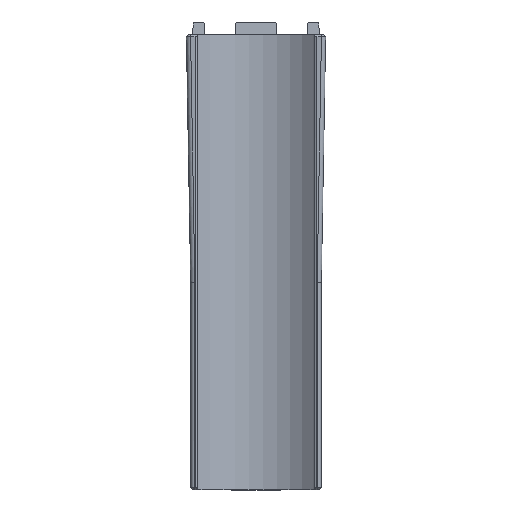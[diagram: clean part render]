
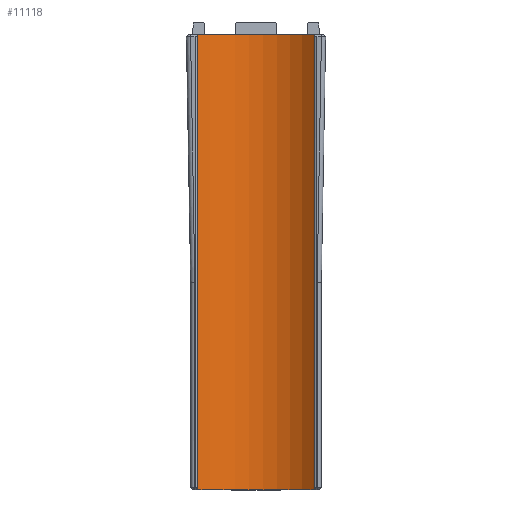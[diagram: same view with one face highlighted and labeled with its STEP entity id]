
A CAD part, top view. The second image highlights one B-rep face of the part: STEP entity #11118.
In plain terms, the highlighted cylindrical face has radius 20 mm (diameter 40 mm), a partial arc.
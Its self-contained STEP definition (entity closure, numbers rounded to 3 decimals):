
#67 = CARTESIAN_POINT ( 'NONE',  ( 13.675, 380.551, -7.594 ) ) ;
#490 = CARTESIAN_POINT ( 'NONE',  ( -13.675, 380.551, -7.594 ) ) ;
#591 = EDGE_CURVE ( 'NONE', #5015, #6950, #10252, .T. ) ;
#821 = ORIENTED_EDGE ( 'NONE', *, *, #591, .T. ) ;
#974 = CARTESIAN_POINT ( 'NONE',  ( 13.848, 489.086, -7.431 ) ) ;
#1138 = VERTEX_POINT ( 'NONE', #7666 ) ;
#1491 = LINE ( 'NONE', #5961, #5674 ) ;
#1492 = CARTESIAN_POINT ( 'NONE',  ( -13.933, 489.003, -7.348 ) ) ;
#1506 = VERTEX_POINT ( 'NONE', #67 ) ;
#1618 = DIRECTION ( 'NONE',  ( 0., 1., 0. ) ) ;
#1885 = VECTOR ( 'NONE', #8769, 1000. ) ;
#1892 = DIRECTION ( 'NONE',  ( 0., 0., 1. ) ) ;
#1985 = ORIENTED_EDGE ( 'NONE', *, *, #8166, .T. ) ;
#2381 = EDGE_CURVE ( 'NONE', #1138, #11248, #9354, .T. ) ;
#2422 =( BOUNDED_CURVE ( )  B_SPLINE_CURVE ( 3, ( #8195, #3799, #8469, #7451 ),
 .UNSPECIFIED., .F., .T. ) 
 B_SPLINE_CURVE_WITH_KNOTS ( ( 4, 4 ),
 ( 2.371, 2.389 ),
 .UNSPECIFIED. ) 
 CURVE ( )  GEOMETRIC_REPRESENTATION_ITEM ( )  RATIONAL_B_SPLINE_CURVE ( ( 1., 1., 1., 1. ) ) 
 REPRESENTATION_ITEM ( '' )  );
#2502 = CARTESIAN_POINT ( 'NONE',  ( -13.848, 489.086, -7.431 ) ) ;
#2667 = ORIENTED_EDGE ( 'NONE', *, *, #11340, .T. ) ;
#2849 = CIRCLE ( 'NONE', #9113, 20. ) ;
#3106 = EDGE_CURVE ( 'NONE', #9356, #1506, #2422, .T. ) ;
#3428 = ORIENTED_EDGE ( 'NONE', *, *, #8919, .T. ) ;
#3476 = FACE_OUTER_BOUND ( 'NONE', #6918, .T. ) ;
#3799 = CARTESIAN_POINT ( 'NONE',  ( 13.848, 380.714, -7.431 ) ) ;
#4166 = LINE ( 'NONE', #10382, #1885 ) ;
#4288 = CARTESIAN_POINT ( 'NONE',  ( -13.933, 489.003, -7.348 ) ) ;
#4290 = DIRECTION ( 'NONE',  ( 0., 0., 1. ) ) ;
#4406 = ORIENTED_EDGE ( 'NONE', *, *, #7245, .T. ) ;
#4528 = CARTESIAN_POINT ( 'NONE',  ( -13.933, 380.796, -7.348 ) ) ;
#4588 = CARTESIAN_POINT ( 'NONE',  ( 13.933, 489.003, -7.348 ) ) ;
#4800 = ORIENTED_EDGE ( 'NONE', *, *, #3106, .T. ) ;
#5015 = VERTEX_POINT ( 'NONE', #4288 ) ;
#5112 = CARTESIAN_POINT ( 'NONE',  ( -13.762, 489.168, -7.513 ) ) ;
#5265 = DIRECTION ( 'NONE',  ( 0., 1., 0. ) ) ;
#5425 = CARTESIAN_POINT ( 'NONE',  ( -13.675, 489.249, -7.594 ) ) ;
#5674 = VECTOR ( 'NONE', #8534, 1000. ) ;
#5961 = CARTESIAN_POINT ( 'NONE',  ( -13.933, 364.722, -7.348 ) ) ;
#6254 = CARTESIAN_POINT ( 'NONE',  ( 0., 489.249, 7. ) ) ;
#6370 = CARTESIAN_POINT ( 'NONE',  ( -13.675, 380.551, -7.594 ) ) ;
#6918 = EDGE_LOOP ( 'NONE', ( #1985, #8188, #10255, #4800, #2667, #3428, #4406, #821 ) ) ;
#6950 = VERTEX_POINT ( 'NONE', #5425 ) ;
#7194 = EDGE_CURVE ( 'NONE', #11248, #9356, #4166, .T. ) ;
#7245 = EDGE_CURVE ( 'NONE', #9073, #5015, #1491, .T. ) ;
#7247 = CARTESIAN_POINT ( 'NONE',  ( 0., 364.722, 7. ) ) ;
#7427 = CARTESIAN_POINT ( 'NONE',  ( 13.933, 489.003, -7.348 ) ) ;
#7451 = CARTESIAN_POINT ( 'NONE',  ( 13.675, 380.551, -7.594 ) ) ;
#7596 = AXIS2_PLACEMENT_3D ( 'NONE', #7247, #5265, #1892 ) ;
#7666 = CARTESIAN_POINT ( 'NONE',  ( 13.675, 489.249, -7.594 ) ) ;
#8066 = CARTESIAN_POINT ( 'NONE',  ( -13.848, 380.714, -7.431 ) ) ;
#8166 = EDGE_CURVE ( 'NONE', #6950, #1138, #2849, .T. ) ;
#8177 = CARTESIAN_POINT ( 'NONE',  ( 13.762, 489.168, -7.513 ) ) ;
#8182 = CARTESIAN_POINT ( 'NONE',  ( -13.762, 380.632, -7.513 ) ) ;
#8188 = ORIENTED_EDGE ( 'NONE', *, *, #2381, .T. ) ;
#8195 = CARTESIAN_POINT ( 'NONE',  ( 13.933, 380.796, -7.348 ) ) ;
#8469 = CARTESIAN_POINT ( 'NONE',  ( 13.762, 380.632, -7.513 ) ) ;
#8534 = DIRECTION ( 'NONE',  ( 0., 1., 0. ) ) ;
#8547 = CIRCLE ( 'NONE', #9697, 20. ) ;
#8769 = DIRECTION ( 'NONE',  ( 0., -1., 0. ) ) ;
#8770 = CARTESIAN_POINT ( 'NONE',  ( -13.675, 489.249, -7.594 ) ) ;
#8919 = EDGE_CURVE ( 'NONE', #11561, #9073, #11022, .T. ) ;
#8979 = CARTESIAN_POINT ( 'NONE',  ( 13.933, 380.796, -7.348 ) ) ;
#8993 = CARTESIAN_POINT ( 'NONE',  ( -13.933, 380.796, -7.348 ) ) ;
#9073 = VERTEX_POINT ( 'NONE', #4528 ) ;
#9107 = CARTESIAN_POINT ( 'NONE',  ( 13.675, 489.249, -7.594 ) ) ;
#9113 = AXIS2_PLACEMENT_3D ( 'NONE', #6254, #10973, #4290 ) ;
#9354 =( BOUNDED_CURVE ( )  B_SPLINE_CURVE ( 3, ( #9107, #8177, #974, #4588 ),
 .UNSPECIFIED., .F., .F. ) 
 B_SPLINE_CURVE_WITH_KNOTS ( ( 4, 4 ),
 ( 0.753, 0.771 ),
 .UNSPECIFIED. ) 
 CURVE ( )  GEOMETRIC_REPRESENTATION_ITEM ( )  RATIONAL_B_SPLINE_CURVE ( ( 1., 1., 1., 1. ) ) 
 REPRESENTATION_ITEM ( '' )  );
#9356 = VERTEX_POINT ( 'NONE', #8979 ) ;
#9697 = AXIS2_PLACEMENT_3D ( 'NONE', #9821, #1618, #11698 ) ;
#9821 = CARTESIAN_POINT ( 'NONE',  ( 0., 380.551, 7. ) ) ;
#10095 = CYLINDRICAL_SURFACE ( 'NONE', #7596, 20. ) ;
#10252 =( BOUNDED_CURVE ( )  B_SPLINE_CURVE ( 3, ( #1492, #2502, #5112, #8770 ),
 .UNSPECIFIED., .F., .T. ) 
 B_SPLINE_CURVE_WITH_KNOTS ( ( 4, 4 ),
 ( 5.512, 5.53 ),
 .UNSPECIFIED. ) 
 CURVE ( )  GEOMETRIC_REPRESENTATION_ITEM ( )  RATIONAL_B_SPLINE_CURVE ( ( 1., 1., 1., 1. ) ) 
 REPRESENTATION_ITEM ( '' )  );
#10255 = ORIENTED_EDGE ( 'NONE', *, *, #7194, .T. ) ;
#10382 = CARTESIAN_POINT ( 'NONE',  ( 13.933, 364.722, -7.348 ) ) ;
#10973 = DIRECTION ( 'NONE',  ( 0., -1., 0. ) ) ;
#11022 =( BOUNDED_CURVE ( )  B_SPLINE_CURVE ( 3, ( #6370, #8182, #8066, #8993 ),
 .UNSPECIFIED., .F., .T. ) 
 B_SPLINE_CURVE_WITH_KNOTS ( ( 4, 4 ),
 ( 3.895, 3.912 ),
 .UNSPECIFIED. ) 
 CURVE ( )  GEOMETRIC_REPRESENTATION_ITEM ( )  RATIONAL_B_SPLINE_CURVE ( ( 1., 1., 1., 1. ) ) 
 REPRESENTATION_ITEM ( '' )  );
#11118 = ADVANCED_FACE ( 'NONE', ( #3476 ), #10095, .T. ) ;
#11248 = VERTEX_POINT ( 'NONE', #7427 ) ;
#11340 = EDGE_CURVE ( 'NONE', #1506, #11561, #8547, .T. ) ;
#11561 = VERTEX_POINT ( 'NONE', #490 ) ;
#11698 = DIRECTION ( 'NONE',  ( 0., 0., -1. ) ) ;
